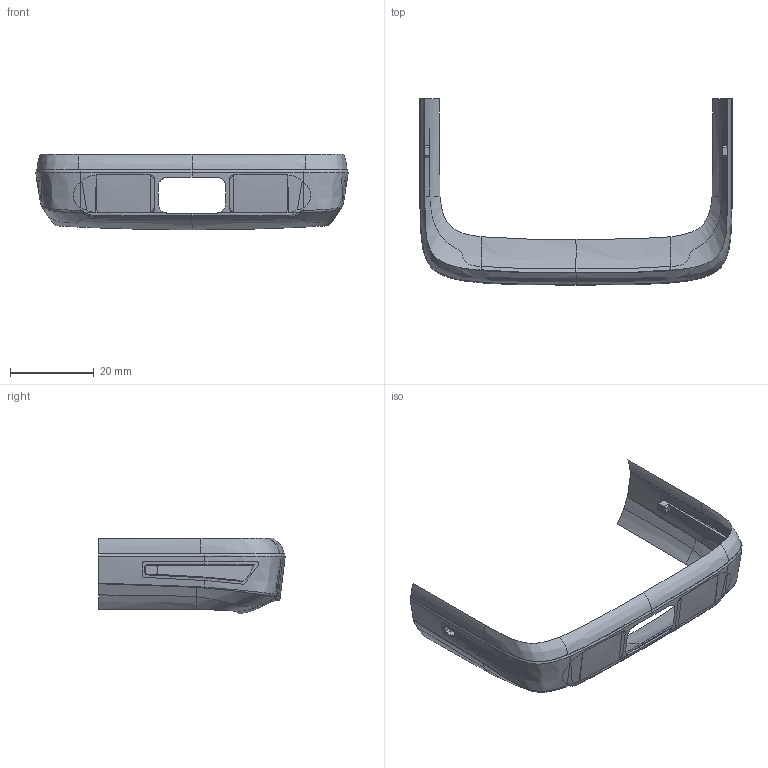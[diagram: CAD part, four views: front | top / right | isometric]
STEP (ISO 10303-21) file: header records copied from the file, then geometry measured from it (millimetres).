
FILE_DESCRIPTION((''),'2;1');
FILE_NAME('MAIN_BODY_STP','2022-01-26T15:06:37',('gulsh'),(''),'CREO PARAMETRIC BY PTC INC, 2019224','CREO PARAMETRIC BY PTC INC, 2019224','');
FILE_SCHEMA(('CONFIG_CONTROL_DESIGN'));
Length unit declared in the file: millimetre
Products named in the file (1): MAIN_BODY_STP
Bounding box: 74.51 x 44.45 x 18.08 mm (x, y, z)
Surface area: 3159.1 mm2 (no closed solid volume)
Topology: 0 solids, 4 shells, 126 faces, 363 edges, 239 vertices
Faces by surface type: bspline 76, cylinder 27, plane 20, extrusion 2, torus 1
Entity records: 8538 total; most frequent: CARTESIAN_POINT 6041, ORIENTED_EDGE 676, EDGE_CURVE 363, B_SPLINE_CURVE_WITH_KNOTS 284, VERTEX_POINT 239, DIRECTION 202, EDGE_LOOP 126, FACE_OUTER_BOUND 126
